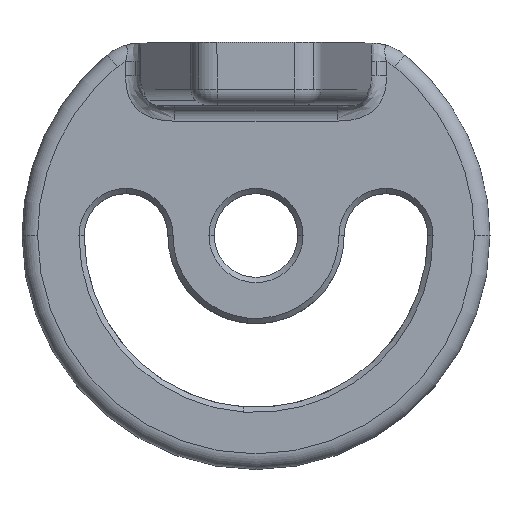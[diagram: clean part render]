
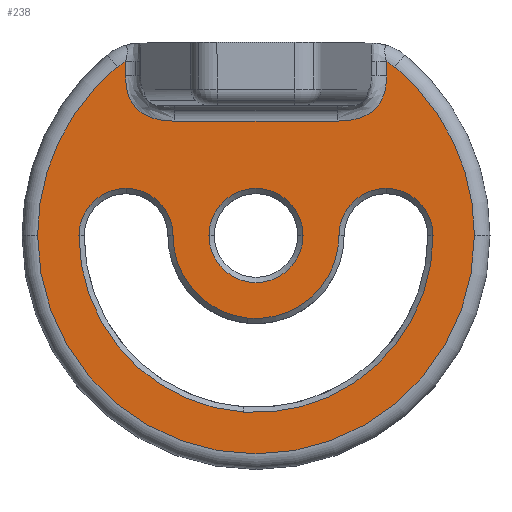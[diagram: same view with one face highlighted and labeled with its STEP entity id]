
A CAD part, top view. The second image highlights one B-rep face of the part: STEP entity #238.
In plain terms, the highlighted planar face has unit normal (0, 0, 1).
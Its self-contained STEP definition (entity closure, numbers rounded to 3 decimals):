
#238=ADVANCED_FACE('',(#495,#496,#497),#498,.T.);
#495=FACE_OUTER_BOUND('',#1337,.T.);
#496=FACE_BOUND('',#1338,.T.);
#497=FACE_BOUND('',#1339,.T.);
#498=PLANE('',#1340);
#1337=EDGE_LOOP('',(#2085,#2086,#2087,#2088,#2089,#2090,#2091,#2092,#2093,#2094));
#1338=EDGE_LOOP('',(#2095,#2096));
#1339=EDGE_LOOP('',(#2097,#2098,#2099,#2100,#2101,#2102,#2103,#2104));
#1340=AXIS2_PLACEMENT_3D('',#2105,#2106,#2107);
#2085=ORIENTED_EDGE('',*,*,#2350,.F.);
#2086=ORIENTED_EDGE('',*,*,#2597,.F.);
#2087=ORIENTED_EDGE('',*,*,#2598,.F.);
#2088=ORIENTED_EDGE('',*,*,#2599,.F.);
#2089=ORIENTED_EDGE('',*,*,#2600,.F.);
#2090=ORIENTED_EDGE('',*,*,#2601,.F.);
#2091=ORIENTED_EDGE('',*,*,#2562,.F.);
#2092=ORIENTED_EDGE('',*,*,#2556,.F.);
#2093=ORIENTED_EDGE('',*,*,#2463,.F.);
#2094=ORIENTED_EDGE('',*,*,#2602,.F.);
#2095=ORIENTED_EDGE('',*,*,#2483,.F.);
#2096=ORIENTED_EDGE('',*,*,#2500,.F.);
#2097=ORIENTED_EDGE('',*,*,#2603,.F.);
#2098=ORIENTED_EDGE('',*,*,#2576,.F.);
#2099=ORIENTED_EDGE('',*,*,#2566,.F.);
#2100=ORIENTED_EDGE('',*,*,#2604,.F.);
#2101=ORIENTED_EDGE('',*,*,#2403,.F.);
#2102=ORIENTED_EDGE('',*,*,#2584,.F.);
#2103=ORIENTED_EDGE('',*,*,#2369,.F.);
#2104=ORIENTED_EDGE('',*,*,#2392,.F.);
#2105=CARTESIAN_POINT('',(0.,-37.0,12.0));
#2106=DIRECTION('',(0.,0.0,1.0));
#2107=DIRECTION('',(1.0,0.,0.));
#2350=EDGE_CURVE('',#2680,#2682,#2683,.T.);
#2369=EDGE_CURVE('',#2712,#2708,#2714,.T.);
#2392=EDGE_CURVE('',#2751,#2712,#2753,.T.);
#2403=EDGE_CURVE('',#2770,#2766,#2772,.T.);
#2463=EDGE_CURVE('',#2869,#2871,#2872,.T.);
#2483=EDGE_CURVE('',#2900,#2898,#2902,.T.);
#2500=EDGE_CURVE('',#2898,#2900,#2926,.T.);
#2556=EDGE_CURVE('',#2871,#3000,#3001,.T.);
#2562=EDGE_CURVE('',#3000,#2977,#3008,.T.);
#2566=EDGE_CURVE('',#3012,#3010,#3014,.T.);
#2576=EDGE_CURVE('',#3010,#3025,#3026,.T.);
#2584=EDGE_CURVE('',#2708,#2770,#3034,.T.);
#2597=EDGE_CURVE('',#3048,#2680,#3049,.T.);
#2598=EDGE_CURVE('',#3050,#3048,#3051,.T.);
#2599=EDGE_CURVE('',#3052,#3050,#3053,.T.);
#2600=EDGE_CURVE('',#3054,#3052,#3055,.T.);
#2601=EDGE_CURVE('',#2977,#3054,#3056,.T.);
#2602=EDGE_CURVE('',#2682,#2869,#3057,.T.);
#2603=EDGE_CURVE('',#3025,#2751,#3058,.T.);
#2604=EDGE_CURVE('',#2766,#3012,#3059,.T.);
#2680=VERTEX_POINT('',#3143);
#2682=VERTEX_POINT('',#3145);
#2683=LINE('',#3146,#3147);
#2708=VERTEX_POINT('',#3176);
#2712=VERTEX_POINT('',#3181);
#2714=CIRCLE('',#3184,9.05);
#2751=VERTEX_POINT('',#3232);
#2753=CIRCLE('',#3235,34.05);
#2766=VERTEX_POINT('',#3250);
#2770=VERTEX_POINT('',#3255);
#2772=CIRCLE('',#3258,15.95);
#2869=VERTEX_POINT('',#3410);
#2871=VERTEX_POINT('',#3412);
#2872=LINE('',#3413,#3414);
#2898=VERTEX_POINT('',#3449);
#2900=VERTEX_POINT('',#3452);
#2902=CIRCLE('',#3455,9.05);
#2926=CIRCLE('',#3507,9.05);
#2977=VERTEX_POINT('',#3612);
#3000=VERTEX_POINT('',#3648);
#3001=B_SPLINE_CURVE_WITH_KNOTS('',2,(#3649,#3650,#3651),.UNSPECIFIED.,.F.,.F.,(3,3),(0.0,1.0),.UNSPECIFIED.);
#3008=LINE('',#3659,#3660);
#3010=VERTEX_POINT('',#3662);
#3012=VERTEX_POINT('',#3665);
#3014=CIRCLE('',#3668,9.05);
#3025=VERTEX_POINT('',#3682);
#3026=CIRCLE('',#3683,9.05);
#3034=CIRCLE('',#3694,9.05);
#3048=VERTEX_POINT('',#3710);
#3049=CIRCLE('',#3711,7.0);
#3050=VERTEX_POINT('',#3712);
#3051=CIRCLE('',#3713,42.0);
#3052=VERTEX_POINT('',#3714);
#3053=CIRCLE('',#3715,42.0);
#3054=VERTEX_POINT('',#3716);
#3055=CIRCLE('',#3717,42.0);
#3056=CIRCLE('',#3718,7.0);
#3057=B_SPLINE_CURVE_WITH_KNOTS('',2,(#3719,#3720,#3721),.UNSPECIFIED.,.F.,.F.,(3,3),(0.0,1.0),.UNSPECIFIED.);
#3058=CIRCLE('',#3722,34.05);
#3059=CIRCLE('',#3723,15.95);
#3143=CARTESIAN_POINT('',(-25.107,-3.6,12.0));
#3145=CARTESIAN_POINT('',(-25.107,-6.313,12.0));
#3146=CARTESIAN_POINT('',(-25.107,-18.5,12.0));
#3147=VECTOR('',#3802,1.0);
#3176=CARTESIAN_POINT('',(25.0,-27.95,12.0));
#3181=CARTESIAN_POINT('',(34.05,-37.0,12.0));
#3184=AXIS2_PLACEMENT_3D('',#3833,#3834,#3835);
#3232=CARTESIAN_POINT('',(-2.449,-70.962,12.0));
#3235=AXIS2_PLACEMENT_3D('',#3870,#3871,#3872);
#3250=CARTESIAN_POINT('',(-1.602,-52.869,12.0));
#3255=CARTESIAN_POINT('',(15.95,-37.0,12.0));
#3258=AXIS2_PLACEMENT_3D('',#3889,#3890,#3891);
#3410=CARTESIAN_POINT('',(-15.596,-15.0,12.0));
#3412=CARTESIAN_POINT('',(15.596,-15.0,12.0));
#3413=CARTESIAN_POINT('',(6.25,-15.0,12.0));
#3414=VECTOR('',#3981,1.0);
#3449=CARTESIAN_POINT('',(-9.05,-37.0,12.0));
#3452=CARTESIAN_POINT('',(9.05,-37.0,12.0));
#3455=AXIS2_PLACEMENT_3D('',#4012,#4013,#4014);
#3507=AXIS2_PLACEMENT_3D('',#4037,#4038,#4039);
#3612=CARTESIAN_POINT('',(25.107,-3.6,12.0));
#3648=CARTESIAN_POINT('',(25.107,-6.313,12.0));
#3649=CARTESIAN_POINT('',(15.596,-15.0,12.0));
#3650=CARTESIAN_POINT('',(25.107,-15.0,12.0));
#3651=CARTESIAN_POINT('',(25.107,-6.313,12.0));
#3659=CARTESIAN_POINT('',(25.107,-18.5,12.0));
#3660=VECTOR('',#4125,1.0);
#3662=CARTESIAN_POINT('',(-25.0,-27.95,12.0));
#3665=CARTESIAN_POINT('',(-15.95,-37.0,12.0));
#3668=AXIS2_PLACEMENT_3D('',#4128,#4129,#4130);
#3682=CARTESIAN_POINT('',(-34.05,-37.0,12.0));
#3683=AXIS2_PLACEMENT_3D('',#4140,#4141,#4142);
#3694=AXIS2_PLACEMENT_3D('',#4152,#4153,#4154);
#3710=CARTESIAN_POINT('',(-26.725,-4.6,12.0));
#3711=AXIS2_PLACEMENT_3D('',#4166,#4167,#4168);
#3712=CARTESIAN_POINT('',(-42.0,-37.0,12.0));
#3713=AXIS2_PLACEMENT_3D('',#4169,#4170,#4171);
#3714=CARTESIAN_POINT('',(42.0,-37.0,12.0));
#3715=AXIS2_PLACEMENT_3D('',#4172,#4173,#4174);
#3716=CARTESIAN_POINT('',(26.725,-4.6,12.0));
#3717=AXIS2_PLACEMENT_3D('',#4175,#4176,#4177);
#3718=AXIS2_PLACEMENT_3D('',#4178,#4179,#4180);
#3719=CARTESIAN_POINT('',(-25.107,-6.313,12.0));
#3720=CARTESIAN_POINT('',(-25.107,-15.0,12.0));
#3721=CARTESIAN_POINT('',(-15.596,-15.0,12.0));
#3722=AXIS2_PLACEMENT_3D('',#4181,#4182,#4183);
#3723=AXIS2_PLACEMENT_3D('',#4184,#4185,#4186);
#3802=DIRECTION('',(0.0,-1.0,0.));
#3833=CARTESIAN_POINT('',(25.0,-37.0,12.0));
#3834=DIRECTION('',(0.,0.0,1.0));
#3835=DIRECTION('',(0.,1.0,0.));
#3870=CARTESIAN_POINT('',(0.,-37.0,12.0));
#3871=DIRECTION('',(0.,0.0,1.0));
#3872=DIRECTION('',(-0.072,-0.997,0.));
#3889=CARTESIAN_POINT('',(0.,-37.0,12.0));
#3890=DIRECTION('',(0.,0.0,-1.0));
#3891=DIRECTION('',(-0.1,-0.995,0.));
#3981=DIRECTION('',(1.0,0.0,0.));
#4012=CARTESIAN_POINT('',(0.,-37.0,12.0));
#4013=DIRECTION('',(0.,0.,1.0));
#4014=DIRECTION('',(-1.0,0.,0.));
#4037=CARTESIAN_POINT('',(0.,-37.0,12.0));
#4038=DIRECTION('',(0.,0.,1.0));
#4039=DIRECTION('',(-1.0,0.,0.));
#4125=DIRECTION('',(0.,1.0,0.));
#4128=CARTESIAN_POINT('',(-25.0,-37.0,12.0));
#4129=DIRECTION('',(0.,0.,1.0));
#4130=DIRECTION('',(0.,1.0,0.));
#4140=CARTESIAN_POINT('',(-25.0,-37.0,12.0));
#4141=DIRECTION('',(0.,0.,1.0));
#4142=DIRECTION('',(0.,1.0,0.));
#4152=CARTESIAN_POINT('',(25.0,-37.0,12.0));
#4153=DIRECTION('',(0.,0.0,1.0));
#4154=DIRECTION('',(0.,1.0,0.));
#4166=CARTESIAN_POINT('',(-22.271,-10.,12.0));
#4167=DIRECTION('',(0.,0.,-1.0));
#4168=DIRECTION('',(-0.349,0.937,0.));
#4169=CARTESIAN_POINT('',(0.,-37.0,12.0));
#4170=DIRECTION('',(0.,0.0,-1.0));
#4171=DIRECTION('',(0.,-1.0,0.));
#4172=CARTESIAN_POINT('',(0.,-37.0,12.0));
#4173=DIRECTION('',(0.,0.0,-1.0));
#4174=DIRECTION('',(0.,-1.0,0.));
#4175=CARTESIAN_POINT('',(0.,-37.0,12.0));
#4176=DIRECTION('',(0.,0.0,-1.0));
#4177=DIRECTION('',(0.,-1.0,0.));
#4178=CARTESIAN_POINT('',(22.271,-10.0,12.0));
#4179=DIRECTION('',(0.,0.0,-1.0));
#4180=DIRECTION('',(0.349,0.937,0.));
#4181=CARTESIAN_POINT('',(0.,-37.0,12.0));
#4182=DIRECTION('',(0.,0.0,1.0));
#4183=DIRECTION('',(-0.072,-0.997,0.));
#4184=CARTESIAN_POINT('',(0.,-37.0,12.0));
#4185=DIRECTION('',(0.,0.0,-1.0));
#4186=DIRECTION('',(-0.1,-0.995,0.));
